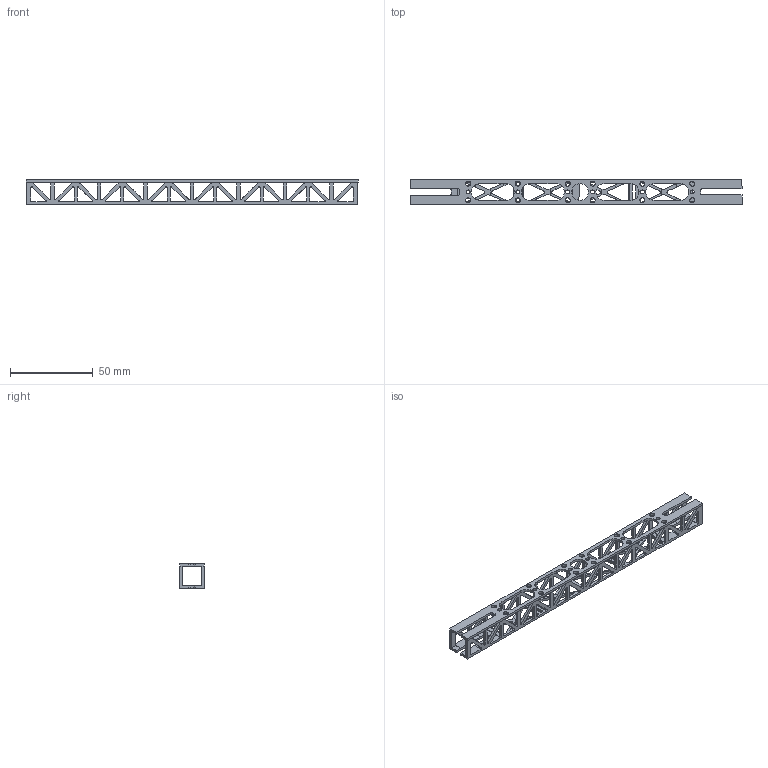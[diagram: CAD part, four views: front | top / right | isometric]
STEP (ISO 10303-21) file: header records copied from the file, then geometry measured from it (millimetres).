
FILE_DESCRIPTION(/* description */ (''),/* implementation_level */ '2;1');
FILE_NAME(/* name */ 'dxf v5.step',/* time_stamp */ '2022-06-16T02:06:37+02:00',/* author */ (''),/* organization */ (''),/* preprocessor_version */ 'ST-DEVELOPER v19',/* originating_system */ 'Autodesk Translation Framework v11.7.0.108',/* authorisation */ '');
FILE_SCHEMA (('AUTOMOTIVE_DESIGN { 1 0 10303 214 3 1 1 }'));
Length unit declared in the file: millimetre
Products named in the file (1): dxf
Bounding box: 200 x 15 x 15 mm (x, y, z)
Volume: 7477.1 mm3; surface area: 15001.7 mm2
Topology: 1 solids, 1 shells, 611 faces, 2014 edges, 1341 vertices
Faces by surface type: plane 327, cylinder 284
Full cylindrical faces by diameter (mm): 2.4 x6, 3 x12, 10 x1
Entity records: 22651 total; most frequent: ORIENTED_EDGE 4028, CARTESIAN_POINT 4003, DIRECTION 3886, EDGE_CURVE 2014, LINE 1354, VECTOR 1354, VERTEX_POINT 1341, AXIS2_PLACEMENT_3D 1266
